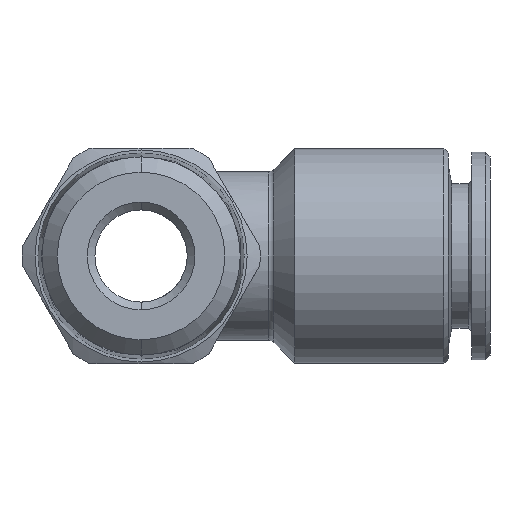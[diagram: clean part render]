
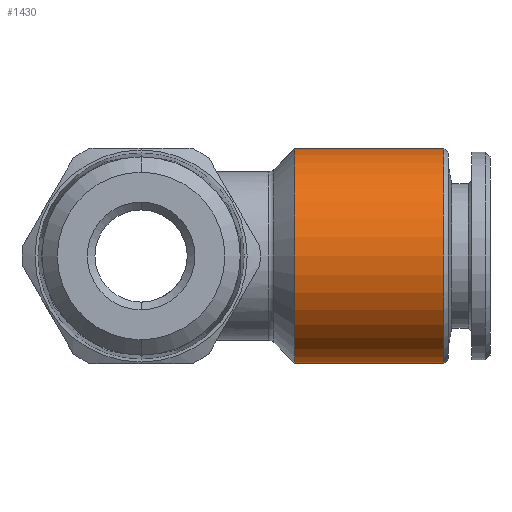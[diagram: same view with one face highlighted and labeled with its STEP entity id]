
A CAD part, front view. The second image highlights one B-rep face of the part: STEP entity #1430.
In plain terms, the highlighted cylindrical face has radius 7 mm (diameter 14 mm), a partial arc.
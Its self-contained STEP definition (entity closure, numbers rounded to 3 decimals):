
#985 = VERTEX_POINT ( 'NONE', #2259 ) ;
#1002 = VERTEX_POINT ( 'NONE', #2273 ) ;
#1111 = VERTEX_POINT ( 'NONE', #2553 ) ;
#1112 = VERTEX_POINT ( 'NONE', #2588 ) ;
#1114 = EDGE_CURVE ( 'NONE', #1112, #985, #2537, .T. ) ;
#1117 = EDGE_CURVE ( 'NONE', #1111, #1002, #2583, .T. ) ;
#1429 = EDGE_CURVE ( 'NONE', #1112, #1111, #3406, .T. ) ;
#1430 = ADVANCED_FACE ( 'NONE', ( #3402 ), #3399, .T. ) ;
#1431 = EDGE_LOOP ( 'NONE', ( #1432, #1813, #1815, #1567 ) ) ;
#1432 = ORIENTED_EDGE ( 'NONE', *, *, #1114, .F. ) ;
#1567 = ORIENTED_EDGE ( 'NONE', *, *, #1568, .F. ) ;
#1568 = EDGE_CURVE ( 'NONE', #985, #1002, #3528, .T. ) ;
#1813 = ORIENTED_EDGE ( 'NONE', *, *, #1429, .T. ) ;
#1815 = ORIENTED_EDGE ( 'NONE', *, *, #1117, .T. ) ;
#2259 = CARTESIAN_POINT ( 'NONE',  ( 10., 0., -7. ) ) ;
#2273 = CARTESIAN_POINT ( 'NONE',  ( 10., 0., 7. ) ) ;
#2534 = DIRECTION ( 'NONE',  ( -1., 0., 0. ) ) ;
#2535 = VECTOR ( 'NONE', #2534, 1000. ) ;
#2536 = CARTESIAN_POINT ( 'NONE',  ( 0., 0., -7. ) ) ;
#2537 = LINE ( 'NONE', #2536, #2535 ) ;
#2553 = CARTESIAN_POINT ( 'NONE',  ( 19.7, 0., 7. ) ) ;
#2582 = CARTESIAN_POINT ( 'NONE',  ( 0., 0., 7. ) ) ;
#2583 = LINE ( 'NONE', #2582, #2587 ) ;
#2586 = DIRECTION ( 'NONE',  ( -1., 0., 0. ) ) ;
#2587 = VECTOR ( 'NONE', #2586, 1000. ) ;
#2588 = CARTESIAN_POINT ( 'NONE',  ( 19.7, 0., -7. ) ) ;
#3189 = DIRECTION ( 'NONE',  ( 0., 0., 1. ) ) ;
#3190 = DIRECTION ( 'NONE',  ( -1., 0., 0. ) ) ;
#3399 = CYLINDRICAL_SURFACE ( 'NONE', #3401, 7. ) ;
#3400 = CARTESIAN_POINT ( 'NONE',  ( 0., 0., 0. ) ) ;
#3401 = AXIS2_PLACEMENT_3D ( 'NONE', #3400, #3190, #3189 ) ;
#3402 = FACE_OUTER_BOUND ( 'NONE', #1431, .T. ) ;
#3403 = DIRECTION ( 'NONE',  ( 0., 0., 1. ) ) ;
#3404 = DIRECTION ( 'NONE',  ( -1., 0., 0. ) ) ;
#3405 = AXIS2_PLACEMENT_3D ( 'NONE', #3412, #3404, #3403 ) ;
#3406 = CIRCLE ( 'NONE', #3405, 7. ) ;
#3412 = CARTESIAN_POINT ( 'NONE',  ( 19.7, 0., 0. ) ) ;
#3524 = DIRECTION ( 'NONE',  ( 0., 0., -1. ) ) ;
#3525 = DIRECTION ( 'NONE',  ( -1., 0., 0. ) ) ;
#3526 = CARTESIAN_POINT ( 'NONE',  ( 10., 0., 0. ) ) ;
#3527 = AXIS2_PLACEMENT_3D ( 'NONE', #3526, #3525, #3524 ) ;
#3528 = CIRCLE ( 'NONE', #3527, 7. ) ;
